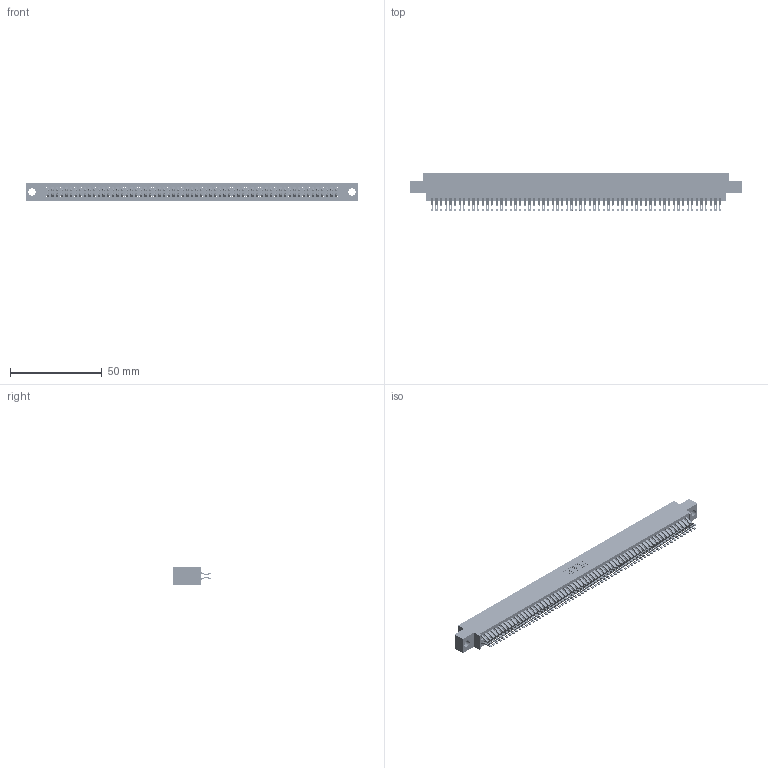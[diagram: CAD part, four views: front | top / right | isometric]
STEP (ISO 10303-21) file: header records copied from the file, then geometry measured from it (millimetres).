
FILE_DESCRIPTION (( 'STEP AP203' ), '1' );
FILE_NAME ('395-126-555-804.STEP', '2021-06-17T23:04:14', ( '' ), ( '' ), 'SwSTEP 2.0', 'SolidWorks 2020', '' );
FILE_SCHEMA (( 'CONFIG_CONTROL_DESIGN' ));
Length unit declared in the file: inch
Products named in the file (3): 345-292-001_555 Tail; 395-126-555-804; 345 Part_0.170 Offset - 0.156 Dia-TI
Assembly tree (127 placements, depth 2):
  395-126-555-804
    345 Part_0.170 Offset - 0.156 Dia-TI
    345-292-001_555 Tail  x126
Bounding box: 181.23 x 21.13 x 9.4 mm (x, y, z)
Volume: 17945.8 mm3; surface area: 28199.9 mm2
Topology: 127 solids, 127 shells, 7200 faces, 22691 edges, 15126 vertices
Faces by surface type: plane 4004, cylinder 3196
Entity records: 47481 total; most frequent: CARTESIAN_POINT 7980, ORIENTED_EDGE 7882, DIRECTION 6977, EDGE_CURVE 3941, VECTOR 3537, LINE 3537, VERTEX_POINT 2626, AXIS2_PLACEMENT_3D 1720
